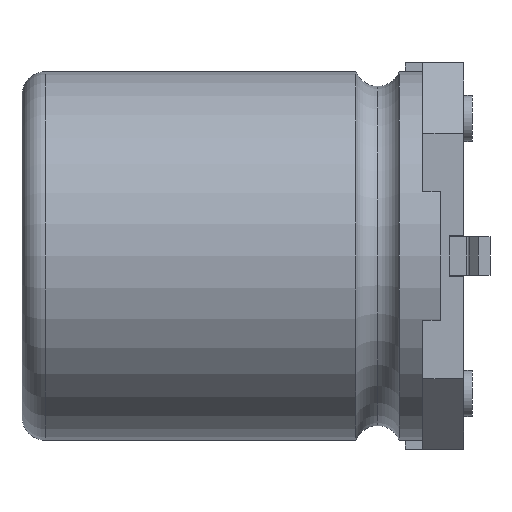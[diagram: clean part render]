
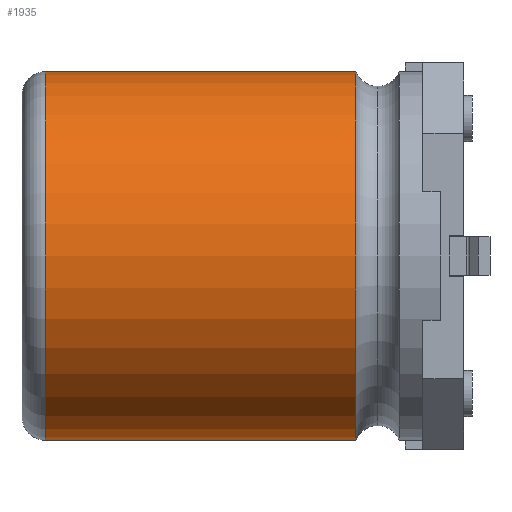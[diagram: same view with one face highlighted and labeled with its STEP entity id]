
A CAD part, left-side view. The second image highlights one B-rep face of the part: STEP entity #1935.
In plain terms, the highlighted cylindrical face has radius 3.15 mm (diameter 6.3 mm), a partial arc.
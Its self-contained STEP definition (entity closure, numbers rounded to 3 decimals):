
#116 = ORIENTED_EDGE ( 'NONE', *, *, #1578, .T. ) ;
#180 = AXIS2_PLACEMENT_3D ( 'NONE', #1639, #1842, #284 ) ;
#191 = CARTESIAN_POINT ( 'NONE',  ( 0., 7.15, 0. ) ) ;
#213 = DIRECTION ( 'NONE',  ( 0., 1., 0. ) ) ;
#284 = DIRECTION ( 'NONE',  ( 0., 0., 1. ) ) ;
#350 = LINE ( 'NONE', #490, #2663 ) ;
#372 = AXIS2_PLACEMENT_3D ( 'NONE', #2278, #959, #1192 ) ;
#425 = EDGE_CURVE ( 'NONE', #2081, #2756, #1408, .T. ) ;
#456 = CARTESIAN_POINT ( 'NONE',  ( 0., 7.15, -3.15 ) ) ;
#489 = VECTOR ( 'NONE', #2462, 1000. ) ;
#490 = CARTESIAN_POINT ( 'NONE',  ( 0., 6.19, 3.15 ) ) ;
#524 = CIRCLE ( 'NONE', #808, 3.15 ) ;
#581 = EDGE_LOOP ( 'NONE', ( #2661, #116, #1303, #2427 ) ) ;
#782 = CARTESIAN_POINT ( 'NONE',  ( 0., 7.15, 3.15 ) ) ;
#795 = CYLINDRICAL_SURFACE ( 'NONE', #180, 3.15 ) ;
#808 = AXIS2_PLACEMENT_3D ( 'NONE', #191, #213, #902 ) ;
#824 = CARTESIAN_POINT ( 'NONE',  ( 0., 1.842, 3.15 ) ) ;
#884 = EDGE_CURVE ( 'NONE', #2756, #2630, #524, .T. ) ;
#902 = DIRECTION ( 'NONE',  ( 0., 0., 1. ) ) ;
#932 = FACE_OUTER_BOUND ( 'NONE', #581, .T. ) ;
#959 = DIRECTION ( 'NONE',  ( 0., 1., 0. ) ) ;
#1101 = CARTESIAN_POINT ( 'NONE',  ( 0., 6.19, -3.15 ) ) ;
#1192 = DIRECTION ( 'NONE',  ( 0., 0., 1. ) ) ;
#1282 = VERTEX_POINT ( 'NONE', #824 ) ;
#1303 = ORIENTED_EDGE ( 'NONE', *, *, #1967, .T. ) ;
#1408 = LINE ( 'NONE', #1101, #489 ) ;
#1517 = CARTESIAN_POINT ( 'NONE',  ( 0., 1.842, -3.15 ) ) ;
#1578 = EDGE_CURVE ( 'NONE', #2081, #1282, #1955, .T. ) ;
#1639 = CARTESIAN_POINT ( 'NONE',  ( 0., 6.19, 0. ) ) ;
#1842 = DIRECTION ( 'NONE',  ( 0., 1., 0. ) ) ;
#1935 = ADVANCED_FACE ( 'NONE', ( #932 ), #795, .T. ) ;
#1955 = CIRCLE ( 'NONE', #372, 3.15 ) ;
#1967 = EDGE_CURVE ( 'NONE', #1282, #2630, #350, .T. ) ;
#2081 = VERTEX_POINT ( 'NONE', #1517 ) ;
#2271 = DIRECTION ( 'NONE',  ( 0., 1., 0. ) ) ;
#2278 = CARTESIAN_POINT ( 'NONE',  ( 0., 1.842, 0. ) ) ;
#2427 = ORIENTED_EDGE ( 'NONE', *, *, #884, .F. ) ;
#2462 = DIRECTION ( 'NONE',  ( 0., 1., 0. ) ) ;
#2630 = VERTEX_POINT ( 'NONE', #782 ) ;
#2661 = ORIENTED_EDGE ( 'NONE', *, *, #425, .F. ) ;
#2663 = VECTOR ( 'NONE', #2271, 1000. ) ;
#2756 = VERTEX_POINT ( 'NONE', #456 ) ;
